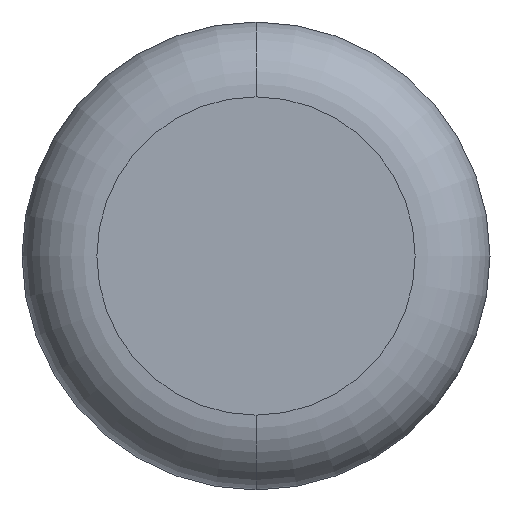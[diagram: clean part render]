
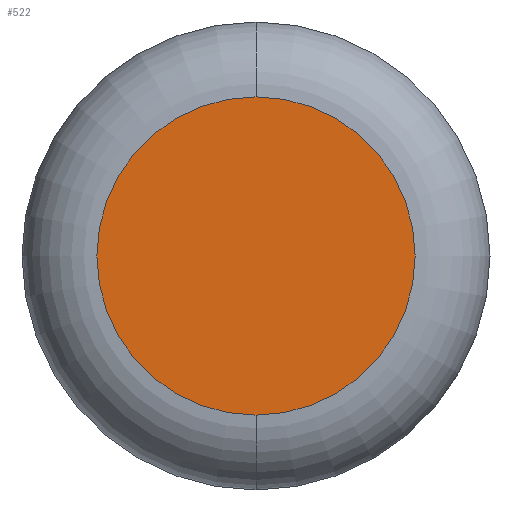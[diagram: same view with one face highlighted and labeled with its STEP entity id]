
A CAD part, front view. The second image highlights one B-rep face of the part: STEP entity #522.
In plain terms, the highlighted planar face has unit normal (0, -1, 0).
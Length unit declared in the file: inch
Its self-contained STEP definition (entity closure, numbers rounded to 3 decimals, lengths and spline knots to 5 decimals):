
#15 = PLANE ( 'NONE',  #181 ) ;
#22 = VERTEX_POINT ( 'NONE', #170 ) ;
#34 = CARTESIAN_POINT ( 'NONE',  ( 0., 0., 0. ) ) ;
#40 = CARTESIAN_POINT ( 'NONE',  ( 0., 0., 0. ) ) ;
#45 = CIRCLE ( 'NONE', #425, 0.1275 ) ;
#51 = CARTESIAN_POINT ( 'NONE',  ( 0., 0., 0.1275 ) ) ;
#59 = FACE_OUTER_BOUND ( 'NONE', #355, .T. ) ;
#60 = EDGE_CURVE ( 'NONE', #22, #189, #177, .T. ) ;
#125 = DIRECTION ( 'NONE',  ( 0., 0., -1. ) ) ;
#134 = ORIENTED_EDGE ( 'NONE', *, *, #60, .T. ) ;
#170 = CARTESIAN_POINT ( 'NONE',  ( 0., 0., -0.1275 ) ) ;
#177 = CIRCLE ( 'NONE', #205, 0.1275 ) ;
#181 = AXIS2_PLACEMENT_3D ( 'NONE', #540, #237, #501 ) ;
#188 = DIRECTION ( 'NONE',  ( 0., -1., 0. ) ) ;
#189 = VERTEX_POINT ( 'NONE', #51 ) ;
#205 = AXIS2_PLACEMENT_3D ( 'NONE', #40, #431, #125 ) ;
#216 = EDGE_CURVE ( 'NONE', #189, #22, #45, .T. ) ;
#237 = DIRECTION ( 'NONE',  ( 0., -1., 0. ) ) ;
#329 = DIRECTION ( 'NONE',  ( 0., 0., -1. ) ) ;
#355 = EDGE_LOOP ( 'NONE', ( #134, #436 ) ) ;
#425 = AXIS2_PLACEMENT_3D ( 'NONE', #34, #188, #329 ) ;
#431 = DIRECTION ( 'NONE',  ( 0., -1., 0. ) ) ;
#436 = ORIENTED_EDGE ( 'NONE', *, *, #216, .T. ) ;
#501 = DIRECTION ( 'NONE',  ( 0., 0., -1. ) ) ;
#522 = ADVANCED_FACE ( 'NONE', ( #59 ), #15, .T. ) ;
#540 = CARTESIAN_POINT ( 'NONE',  ( 0., 0., 0. ) ) ;
